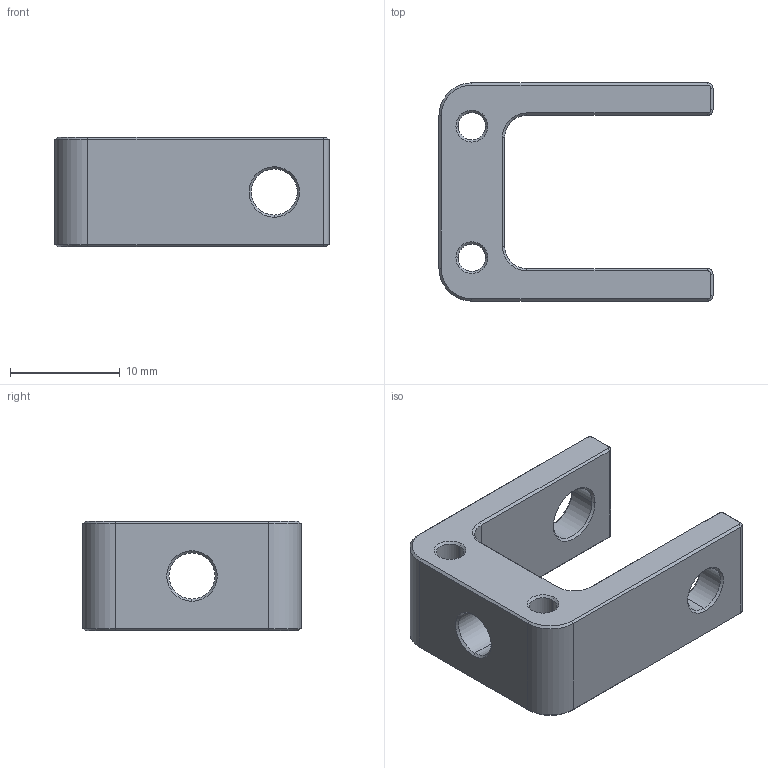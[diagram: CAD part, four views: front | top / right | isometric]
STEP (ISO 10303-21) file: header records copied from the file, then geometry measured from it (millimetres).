
FILE_DESCRIPTION (( 'STEP AP203' ), '1' );
FILE_NAME ('嗉謫盓殤.STEP', '2025-01-04T06:43:14', ( 'Leo' ), ( '' ), 'SwSTEP 2.0', 'SolidWorks 2022', '' );
FILE_SCHEMA (( 'CONFIG_CONTROL_DESIGN' ));
Length unit declared in the file: millimetre
Products named in the file (1): 惰轮支架
Bounding box: 25 x 19.9 x 10 mm (x, y, z)
Volume: 2004 mm3; surface area: 1850.1 mm2
Topology: 1 solids, 1 shells, 80 faces, 182 edges, 104 vertices
Faces by surface type: cone 36, plane 26, cylinder 18
Entity records: 2299 total; most frequent: DIRECTION 416, CARTESIAN_POINT 367, ORIENTED_EDGE 364, EDGE_CURVE 182, AXIS2_PLACEMENT_3D 153, VECTOR 110, LINE 110, VERTEX_POINT 104
